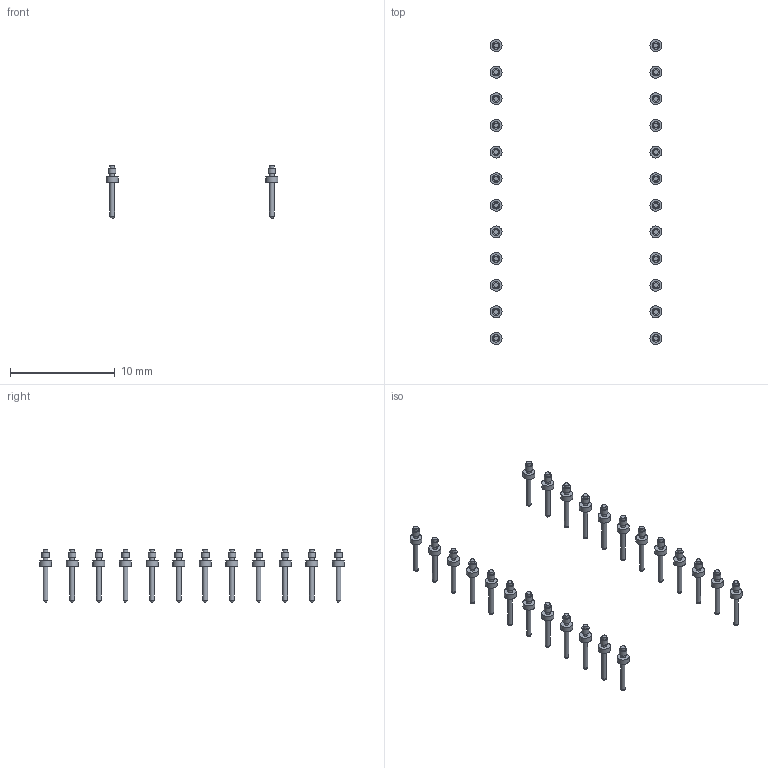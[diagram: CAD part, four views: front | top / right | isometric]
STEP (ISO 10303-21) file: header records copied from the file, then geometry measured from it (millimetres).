
FILE_DESCRIPTION(('FreeCAD Model'),'2;1');
FILE_NAME('DIP24-PCB-PINS.step', '2019-04-21T17:35:43',('kicad StepUp'),('ksu MCAD'), 'Open CASCADE STEP processor 7.2','FreeCAD','Unknown');
FILE_SCHEMA(('AUTOMOTIVE_DESIGN_CC2 { 1 2 10303 214 -1 1 5 4 }'));
Length unit declared in the file: millimetre
Products named in the file (1): DIP24-PCB-PINS
Bounding box: 16.38 x 29.08 x 5.05 mm (x, y, z)
Volume: 32.9 mm3; surface area: 266.5 mm2
Topology: 24 solids, 24 shells, 264 faces, 408 edges, 264 vertices
Faces by surface type: plane 120, cylinder 120, sphere 24
Full cylindrical faces by diameter (mm): 0.457 x72, 0.711 x24, 1.14 x24
Entity records: 6066 total; most frequent: DIRECTION 1178, CARTESIAN_POINT 913, ORIENTED_EDGE 768, AXIS2_PLACEMENT_3D 529, EDGE_CURVE 384, FACE_BOUND 360, EDGE_LOOP 360, ADVANCED_FACE 264
